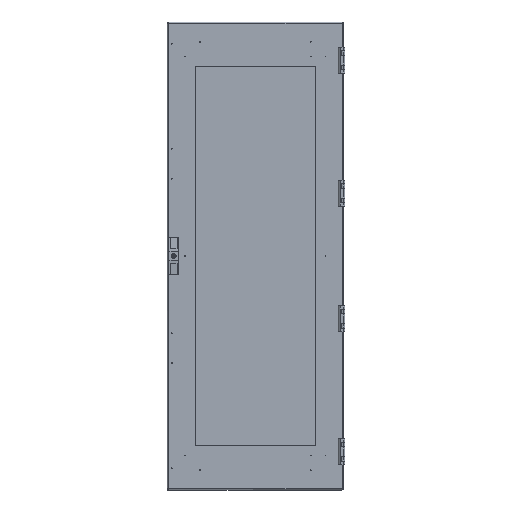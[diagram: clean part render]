
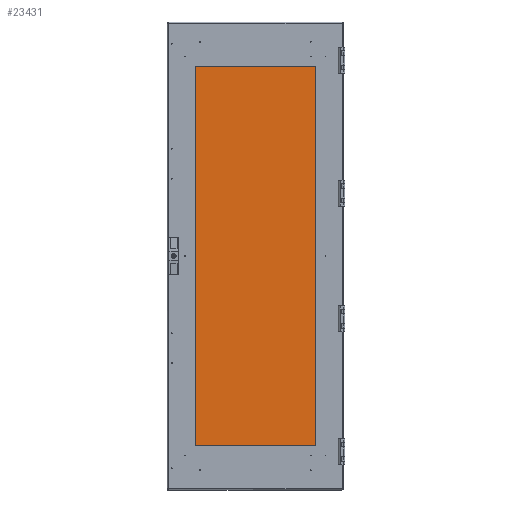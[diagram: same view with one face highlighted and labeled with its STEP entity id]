
A CAD part, top view. The second image highlights one B-rep face of the part: STEP entity #23431.
In plain terms, the highlighted planar face has unit normal (0, 0, 1).
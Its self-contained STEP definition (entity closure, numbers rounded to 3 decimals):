
#1148 = EDGE_CURVE ( 'NONE', #21710, #13850, #24591, .T. ) ;
#6766 = VERTEX_POINT ( 'NONE', #50885 ) ;
#6773 = DIRECTION ( 'NONE',  ( 1., 0., 0. ) ) ;
#7979 = DIRECTION ( 'NONE',  ( -1., 0., 0. ) ) ;
#10365 = ORIENTED_EDGE ( 'NONE', *, *, #1148, .T. ) ;
#12574 = DIRECTION ( 'NONE',  ( 0., 0., 1. ) ) ;
#13850 = VERTEX_POINT ( 'NONE', #41656 ) ;
#13961 = LINE ( 'NONE', #14539, #17738 ) ;
#14539 = CARTESIAN_POINT ( 'NONE',  ( -223.5, -666., 4. ) ) ;
#17613 = LINE ( 'NONE', #23120, #37752 ) ;
#17738 = VECTOR ( 'NONE', #18913, 1000. ) ;
#17740 = EDGE_CURVE ( 'NONE', #13850, #6766, #13961, .T. ) ;
#18091 = ORIENTED_EDGE ( 'NONE', *, *, #49562, .T. ) ;
#18461 = EDGE_LOOP ( 'NONE', ( #18091, #37704, #10365, #21506 ) ) ;
#18913 = DIRECTION ( 'NONE',  ( 0., -1., 0. ) ) ;
#19378 = CARTESIAN_POINT ( 'NONE',  ( 224.5, -665., 4. ) ) ;
#21506 = ORIENTED_EDGE ( 'NONE', *, *, #17740, .T. ) ;
#21710 = VERTEX_POINT ( 'NONE', #50589 ) ;
#23120 = CARTESIAN_POINT ( 'NONE',  ( 223.5, 666., 4. ) ) ;
#23364 = AXIS2_PLACEMENT_3D ( 'NONE', #44921, #12574, #40720 ) ;
#23431 = ADVANCED_FACE ( 'NONE', ( #50193 ), #48789, .T. ) ;
#24591 = LINE ( 'NONE', #32058, #34089 ) ;
#30999 = CARTESIAN_POINT ( 'NONE',  ( 223.5, -665., 4. ) ) ;
#32058 = CARTESIAN_POINT ( 'NONE',  ( -224.5, 665., 4. ) ) ;
#34089 = VECTOR ( 'NONE', #7979, 1000. ) ;
#37625 = VECTOR ( 'NONE', #6773, 1000. ) ;
#37704 = ORIENTED_EDGE ( 'NONE', *, *, #47679, .T. ) ;
#37752 = VECTOR ( 'NONE', #39685, 1000. ) ;
#39685 = DIRECTION ( 'NONE',  ( 0., 1., 0. ) ) ;
#40720 = DIRECTION ( 'NONE',  ( 1., 0., 0. ) ) ;
#41535 = VERTEX_POINT ( 'NONE', #30999 ) ;
#41656 = CARTESIAN_POINT ( 'NONE',  ( -223.5, 665., 4. ) ) ;
#43301 = LINE ( 'NONE', #19378, #37625 ) ;
#44921 = CARTESIAN_POINT ( 'NONE',  ( 0., 0., 4. ) ) ;
#47679 = EDGE_CURVE ( 'NONE', #41535, #21710, #17613, .T. ) ;
#48789 = PLANE ( 'NONE',  #23364 ) ;
#49562 = EDGE_CURVE ( 'NONE', #6766, #41535, #43301, .T. ) ;
#50193 = FACE_OUTER_BOUND ( 'NONE', #18461, .T. ) ;
#50589 = CARTESIAN_POINT ( 'NONE',  ( 223.5, 665., 4. ) ) ;
#50885 = CARTESIAN_POINT ( 'NONE',  ( -223.5, -665., 4. ) ) ;
